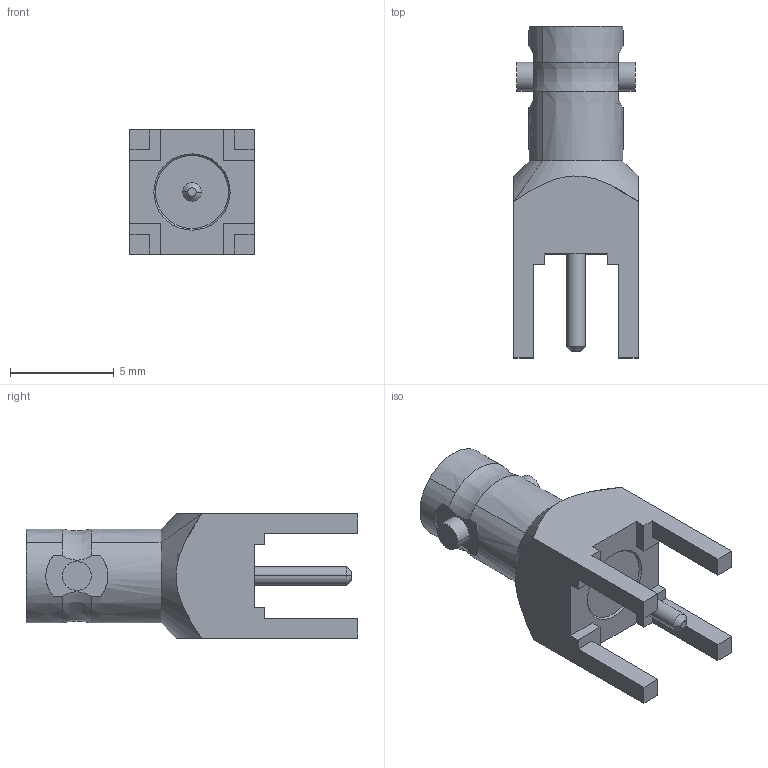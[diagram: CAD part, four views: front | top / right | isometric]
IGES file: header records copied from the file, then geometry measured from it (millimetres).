
Start section:  PTC IGES file: 034-1040.igs
Global section: file name: 034-1040.igs; native system: Pro/ENGINEER by Parametric Technology Corporation; preprocessor: 2010280; author: M.GOPI; organization: Unknown; date: 20120615.104644; units: millimetre
Bounding box: 6 x 16.01 x 6 mm (x, y, z)
Surface area: 422.1 mm2 (no closed solid volume)
Topology: 0 solids, 0 shells, 69 faces, 356 edges, 356 vertices
Faces by surface type: bspline 39, revolution 30
